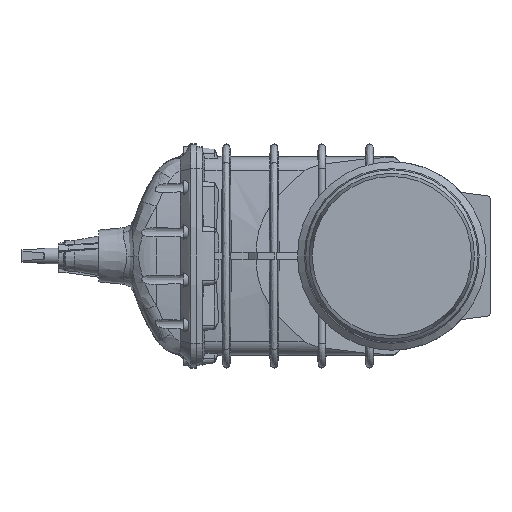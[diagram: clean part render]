
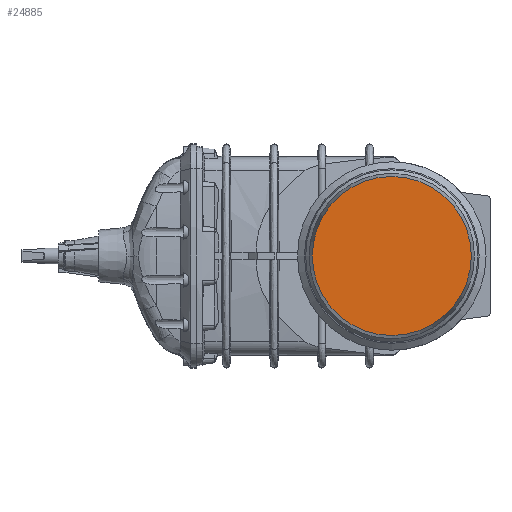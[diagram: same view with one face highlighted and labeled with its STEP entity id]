
A CAD part, left-side view. The second image highlights one B-rep face of the part: STEP entity #24885.
In plain terms, the highlighted planar face has unit normal (-1, 0, 0).
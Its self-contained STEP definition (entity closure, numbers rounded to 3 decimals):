
#2190 = VERTEX_POINT ( 'NONE', #7412 ) ;
#4468 = CIRCLE ( 'NONE', #22433, 200. ) ;
#7412 = CARTESIAN_POINT ( 'NONE',  ( -810., -6., 200. ) ) ;
#8194 = EDGE_LOOP ( 'NONE', ( #17563 ) ) ;
#14072 = FACE_OUTER_BOUND ( 'NONE', #8194, .T. ) ;
#17563 = ORIENTED_EDGE ( 'NONE', *, *, #18234, .F. ) ;
#18234 = EDGE_CURVE ( 'NONE', #2190, #2190, #4468, .T. ) ;
#19054 = CARTESIAN_POINT ( 'NONE',  ( -810., -6., 0. ) ) ;
#19055 = DIRECTION ( 'NONE',  ( 1., 0., 0. ) ) ;
#19056 = DIRECTION ( 'NONE',  ( 0., 0., 1. ) ) ;
#22433 = AXIS2_PLACEMENT_3D ( 'NONE', #19054, #19055, #19056 ) ;
#23073 = AXIS2_PLACEMENT_3D ( 'NONE', #24610, #24616, #24617 ) ;
#24610 = CARTESIAN_POINT ( 'NONE',  ( -810., -6., 0. ) ) ;
#24614 = PLANE ( 'NONE',  #23073 ) ;
#24616 = DIRECTION ( 'NONE',  ( -1., 0., 0. ) ) ;
#24617 = DIRECTION ( 'NONE',  ( 0., 0., 1. ) ) ;
#24885 = ADVANCED_FACE ( 'NONE', ( #14072 ), #24614, .T. ) ;
